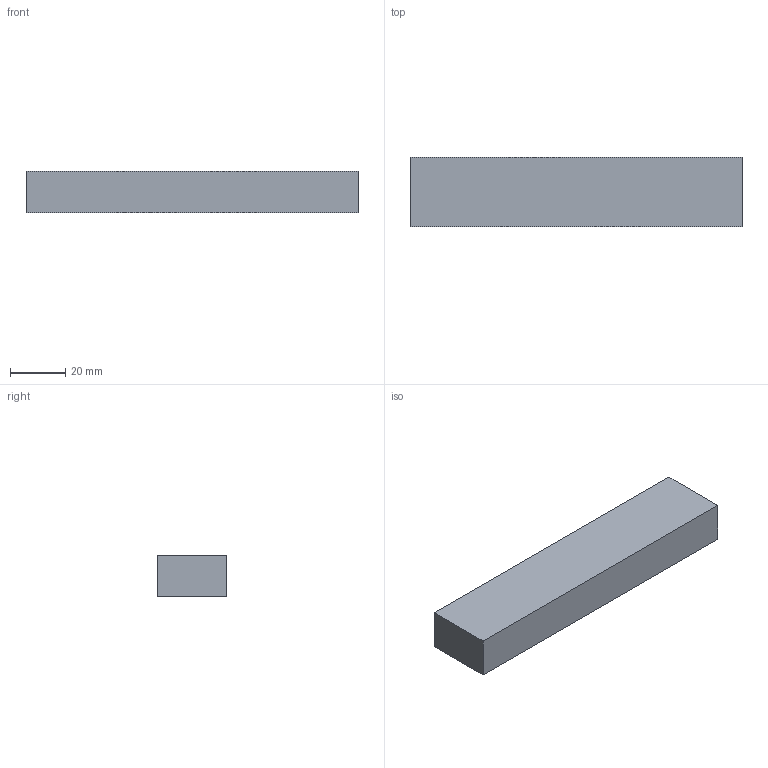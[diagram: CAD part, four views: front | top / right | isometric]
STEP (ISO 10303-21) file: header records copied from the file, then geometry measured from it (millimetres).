
FILE_DESCRIPTION(('CATIA V5 STEP Exchange'),'2;1');
FILE_NAME('Taster_Gussform.stp','2012-06-26T16:56:05+00:00',('none'),('none'),'CATIA Version 5 Release 21 SP 1 (IN-10)','CATIA V5 STEP AP203','none');
FILE_SCHEMA(('CONFIG_CONTROL_DESIGN'));
Length unit declared in the file: millimetre
Products named in the file (1): Taster_Gussform
Bounding box: 120 x 25 x 15 mm (x, y, z)
Volume: 28749.9 mm3; surface area: 13038.9 mm2
Topology: 1 solids, 1 shells, 95 faces, 348 edges, 276 vertices
Faces by surface type: plane 73, cylinder 22
Entity records: 3631 total; most frequent: CARTESIAN_POINT 788, DIRECTION 506, ORIENTED_EDGE 504, VECTOR 256, LINE 256, EDGE_CURVE 252, AXIS2_PLACEMENT_3D 172, VERTEX_POINT 168
